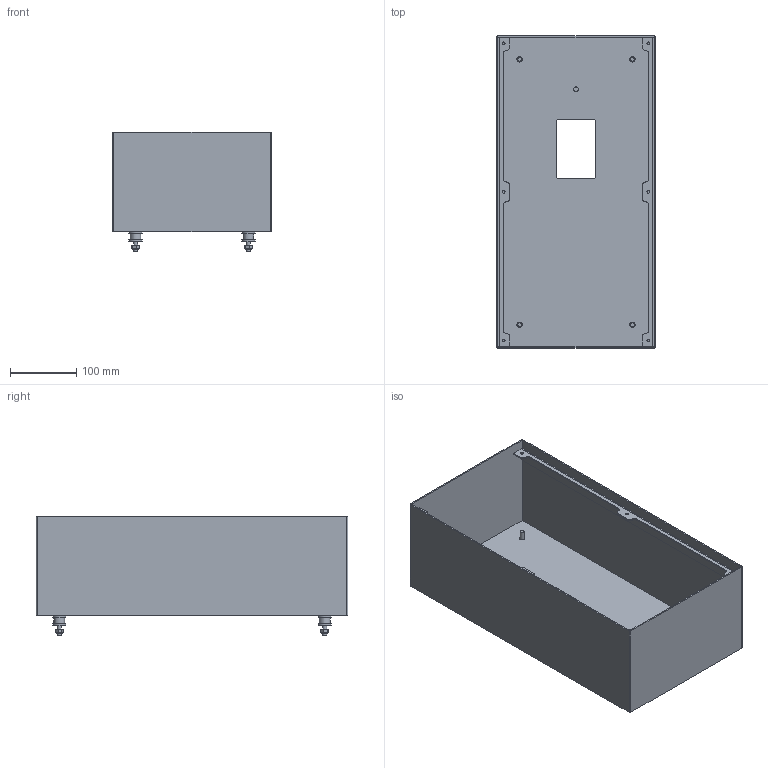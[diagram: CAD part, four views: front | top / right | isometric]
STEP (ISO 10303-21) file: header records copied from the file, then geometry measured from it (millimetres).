
FILE_DESCRIPTION (( 'STEP AP203' ), '1' );
FILE_NAME ('01A0535755P-¹q¾¹±±¨î½c(WPC2000).STEP', '2023-09-28T07:59:48', ( '' ), ( '' ), 'SwSTEP 2.0', 'SolidWorks 2018', '' );
FILE_SCHEMA (( 'CONFIG_CONTROL_DESIGN' ));
Length unit declared in the file: millimetre
Products named in the file (1): 01A0535755P-電器控制箱(WPC2000)
Bounding box: 240 x 470 x 180 mm (x, y, z)
Volume: 703131.5 mm3; surface area: 705569.6 mm2
Topology: 14 solids, 14 shells, 172 faces, 378 edges, 251 vertices
Faces by surface type: plane 105, cylinder 59, cone 8
Full cylindrical faces by diameter (mm): 4 x6, 5 x4, 6 x8, 7 x1, 8 x4, 16 x4, 20 x8
Entity records: 4931 total; most frequent: CARTESIAN_POINT 1181, DIRECTION 754, ORIENTED_EDGE 660, EDGE_CURVE 330, AXIS2_PLACEMENT_3D 299, EDGE_LOOP 262, VERTEX_POINT 246, FACE_OUTER_BOUND 207
